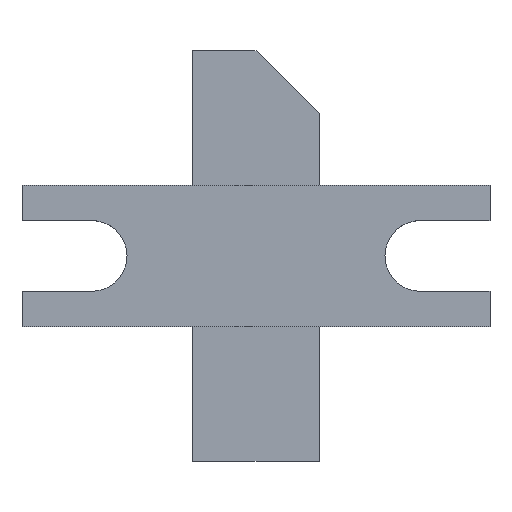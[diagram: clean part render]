
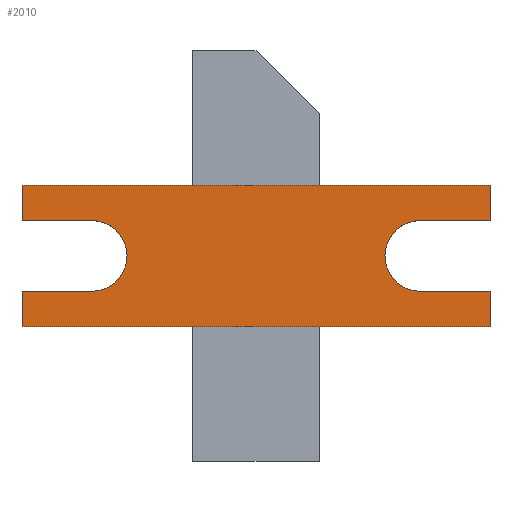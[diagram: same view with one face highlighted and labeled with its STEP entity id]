
A CAD part, top view. The second image highlights one B-rep face of the part: STEP entity #2010.
In plain terms, the highlighted planar face has unit normal (0, 0, 1).
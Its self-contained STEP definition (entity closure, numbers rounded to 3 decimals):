
#2010=ADVANCED_FACE('',(#3478),#3480,.T.);
#3478=FACE_BOUND('',#3479,.T.);
#3479=EDGE_LOOP('',(#4956,#4957,#4958,#4959,#4960,#4961,#4962,#4963,#4964,#4965,
#4966,#4967));
#3480=PLANE('',#3481);
#3481=AXIS2_PLACEMENT_3D('',#3482,#3483,#3484);
#3482=CARTESIAN_POINT('',(0.,0.,1.6));
#3483=DIRECTION('',(0.,0.,1.));
#3484=DIRECTION('',(-1.,0.,0.));
#4956=ORIENTED_EDGE('',*,*,#5546,.T.);
#4957=ORIENTED_EDGE('',*,*,#5544,.T.);
#4958=ORIENTED_EDGE('',*,*,#5566,.T.);
#4959=ORIENTED_EDGE('',*,*,#5564,.T.);
#4960=ORIENTED_EDGE('',*,*,#5562,.T.);
#4961=ORIENTED_EDGE('',*,*,#5560,.T.);
#4962=ORIENTED_EDGE('',*,*,#5558,.T.);
#4963=ORIENTED_EDGE('',*,*,#5556,.T.);
#4964=ORIENTED_EDGE('',*,*,#5554,.T.);
#4965=ORIENTED_EDGE('',*,*,#5552,.T.);
#4966=ORIENTED_EDGE('',*,*,#5550,.T.);
#4967=ORIENTED_EDGE('',*,*,#5548,.T.);
#5544=EDGE_CURVE('',#6528,#6526,#6529,.T.);
#5546=EDGE_CURVE('',#6531,#6528,#6532,.T.);
#5548=EDGE_CURVE('',#6534,#6531,#6535,.T.);
#5550=EDGE_CURVE('',#6537,#6534,#6538,.T.);
#5552=EDGE_CURVE('',#6540,#6537,#6541,.T.);
#5554=EDGE_CURVE('',#6543,#6540,#6544,.T.);
#5556=EDGE_CURVE('',#6546,#6543,#6547,.T.);
#5558=EDGE_CURVE('',#6549,#6546,#6550,.T.);
#5560=EDGE_CURVE('',#6552,#6549,#6553,.T.);
#5562=EDGE_CURVE('',#6555,#6552,#6556,.T.);
#5564=EDGE_CURVE('',#6558,#6555,#6559,.T.);
#5566=EDGE_CURVE('',#6526,#6558,#6561,.T.);
#6526=VERTEX_POINT('',#8703);
#6528=VERTEX_POINT('',#8707);
#6529=LINE('',#8708,#8709);
#6531=VERTEX_POINT('',#8714);
#6532=LINE('',#8715,#8716);
#6534=VERTEX_POINT('',#8721);
#6535=LINE('',#8722,#8723);
#6537=VERTEX_POINT('',#8728);
#6538=CIRCLE('',#8729,1.55);
#6540=VERTEX_POINT('',#8736);
#6541=LINE('',#8737,#8738);
#6543=VERTEX_POINT('',#8743);
#6544=LINE('',#8744,#8745);
#6546=VERTEX_POINT('',#8750);
#6547=LINE('',#8751,#8752);
#6549=VERTEX_POINT('',#8757);
#6550=LINE('',#8758,#8759);
#6552=VERTEX_POINT('',#8764);
#6553=LINE('',#8765,#8766);
#6555=VERTEX_POINT('',#8771);
#6556=CIRCLE('',#8772,1.55);
#6558=VERTEX_POINT('',#8779);
#6559=LINE('',#8780,#8781);
#6561=LINE('',#8786,#8787);
#8703=CARTESIAN_POINT('',(10.25,-3.1,1.6));
#8707=CARTESIAN_POINT('',(-10.25,-3.1,1.6));
#8708=CARTESIAN_POINT('',(-10.25,-3.1,1.6));
#8709=VECTOR('',#8710,1.);
#8710=DIRECTION('',(1.,0.,0.));
#8714=CARTESIAN_POINT('',(-10.25,-1.55,1.6));
#8715=CARTESIAN_POINT('',(-10.25,-1.55,1.6));
#8716=VECTOR('',#8717,1.);
#8717=DIRECTION('',(0.,-1.,0.));
#8721=CARTESIAN_POINT('',(-7.2,-1.55,1.6));
#8722=CARTESIAN_POINT('',(-7.2,-1.55,1.6));
#8723=VECTOR('',#8724,1.);
#8724=DIRECTION('',(-1.,0.,0.));
#8728=CARTESIAN_POINT('',(-7.2,1.55,1.6));
#8729=AXIS2_PLACEMENT_3D('',#8730,#8731,#8732);
#8730=CARTESIAN_POINT('',(-7.2,0.,1.6));
#8731=DIRECTION('',(0.,0.,-1.));
#8732=DIRECTION('',(0.,1.,0.));
#8736=CARTESIAN_POINT('',(-10.25,1.55,1.6));
#8737=CARTESIAN_POINT('',(-10.25,1.55,1.6));
#8738=VECTOR('',#8739,1.);
#8739=DIRECTION('',(1.,0.,0.));
#8743=CARTESIAN_POINT('',(-10.25,3.1,1.6));
#8744=CARTESIAN_POINT('',(-10.25,3.1,1.6));
#8745=VECTOR('',#8746,1.);
#8746=DIRECTION('',(0.,-1.,0.));
#8750=CARTESIAN_POINT('',(10.25,3.1,1.6));
#8751=CARTESIAN_POINT('',(10.25,3.1,1.6));
#8752=VECTOR('',#8753,1.);
#8753=DIRECTION('',(-1.,0.,0.));
#8757=CARTESIAN_POINT('',(10.25,1.55,1.6));
#8758=CARTESIAN_POINT('',(10.25,1.55,1.6));
#8759=VECTOR('',#8760,1.);
#8760=DIRECTION('',(0.,1.,0.));
#8764=CARTESIAN_POINT('',(7.2,1.55,1.6));
#8765=CARTESIAN_POINT('',(7.2,1.55,1.6));
#8766=VECTOR('',#8767,1.);
#8767=DIRECTION('',(1.,0.,0.));
#8771=CARTESIAN_POINT('',(7.2,-1.55,1.6));
#8772=AXIS2_PLACEMENT_3D('',#8773,#8774,#8775);
#8773=CARTESIAN_POINT('',(7.2,0.,1.6));
#8774=DIRECTION('',(0.,0.,-1.));
#8775=DIRECTION('',(0.,-1.,0.));
#8779=CARTESIAN_POINT('',(10.25,-1.55,1.6));
#8780=CARTESIAN_POINT('',(10.25,-1.55,1.6));
#8781=VECTOR('',#8782,1.);
#8782=DIRECTION('',(-1.,0.,0.));
#8786=CARTESIAN_POINT('',(10.25,-3.1,1.6));
#8787=VECTOR('',#8788,1.);
#8788=DIRECTION('',(0.,1.,0.));
